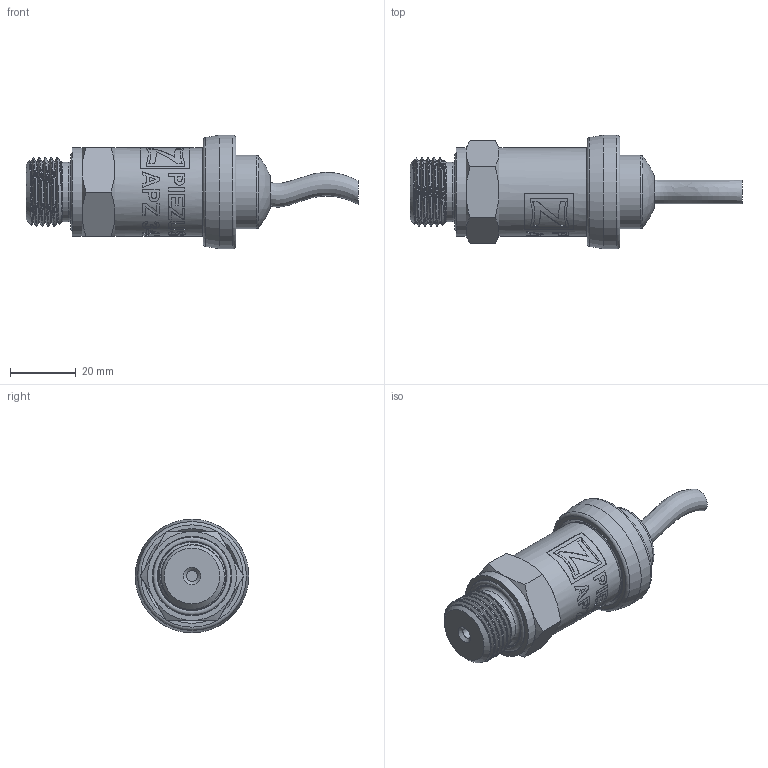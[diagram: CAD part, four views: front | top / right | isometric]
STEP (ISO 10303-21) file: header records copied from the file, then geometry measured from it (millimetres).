
FILE_DESCRIPTION(/* description */ (''),/* implementation_level */ '2;1');
FILE_NAME(/* name */ 'APZ3421_G1''2DIN_StainlessSteelCableGland.step',/* time_stamp */ '2021-06-23T11:40:45+03:00',/* author */ (''),/* organization */ (''),/* preprocessor_version */ 'ST-DEVELOPER v18.1',/* originating_system */ 'Autodesk Translation Framework v10.9.0.1377',/* authorisation */ '');
FILE_SCHEMA (('AUTOMOTIVE_DESIGN { 1 0 10303 214 3 1 1 }'));
Length unit declared in the file: millimetre
Products named in the file (4): APZ3421_G1'2DIN_StainlessSteelCableGland; G1/2 DIN; Stainless steel cable gland assembly v3; wire
Assembly tree (3 placements, depth 3):
  APZ3421_G1'2DIN_StainlessSteelCableGland
    G1/2 DIN
    Stainless steel cable gland assembly v3
      wire
Bounding box: 100.73 x 34.5 x 34.5 mm (x, y, z)
Volume: 40219.5 mm3; surface area: 11455.6 mm2
Topology: 3 solids, 3 shells, 353 faces, 960 edges, 637 vertices
Faces by surface type: bspline 229, cylinder 55, plane 33, cone 21, torus 14, sphere 1
Full cylindrical faces by diameter (mm): 3.3 x1, 18 x1, 18.631 x4, 20.956 x1, 22.3 x1, 23.7 x1, 24.5 x1, 25.132 x4, 25.526 x2, 26.85 x4, 27 x1, 27.208 x3, 27.7 x1, 34.5 x1
Entity records: 26034 total; most frequent: CARTESIAN_POINT 18349, ORIENTED_EDGE 1920, DIRECTION 979, EDGE_CURVE 960, VERTEX_POINT 637, B_SPLINE_CURVE_WITH_KNOTS 400, EDGE_LOOP 381, LINE 361
